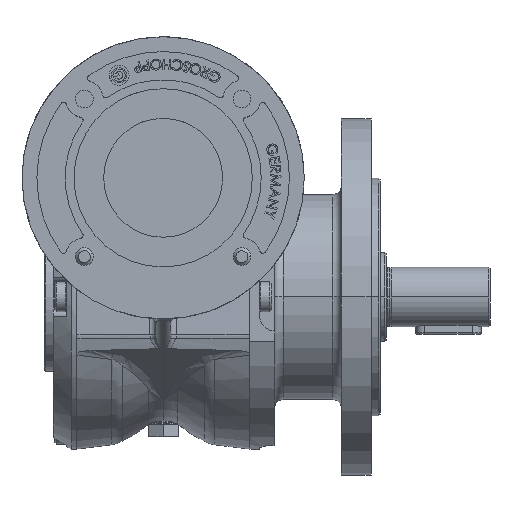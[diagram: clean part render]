
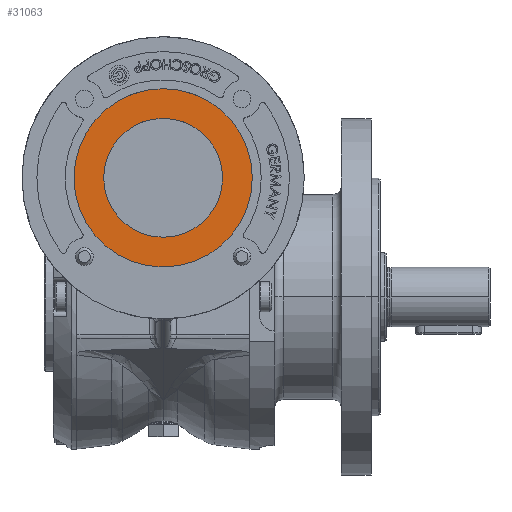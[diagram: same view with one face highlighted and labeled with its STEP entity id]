
A CAD part, top view. The second image highlights one B-rep face of the part: STEP entity #31063.
In plain terms, the highlighted planar face has unit normal (0, 0, 1).
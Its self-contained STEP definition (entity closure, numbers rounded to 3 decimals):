
#367 = FACE_BOUND ( 'NONE', #24558, .T. ) ;
#650 = AXIS2_PLACEMENT_3D ( 'NONE', #17611, #17434, #17278 ) ;
#1328 = CARTESIAN_POINT ( 'NONE',  ( 20., 40., 64.1 ) ) ;
#1707 = CIRCLE ( 'NONE', #4542, 30. ) ;
#1743 = EDGE_CURVE ( 'Defeature ausgef�hrt1_1054+Defeature ausgef�hrt1_1055+Defeature ausgef�hrt1_1055+Defeature ausgef�hrt1_1055', #33205, #35629, #7945, .T. ) ;
#2130 = ORIENTED_EDGE ( 'NONE', *, *, #1743, .F. ) ;
#2273 = ORIENTED_EDGE ( 'NONE', *, *, #30746, .T. ) ;
#2722 = ORIENTED_EDGE ( 'NONE', *, *, #10419, .T. ) ;
#3572 = VERTEX_POINT ( 'NONE', #24252 ) ;
#4542 = AXIS2_PLACEMENT_3D ( 'NONE', #39123, #16522, #42823 ) ;
#5446 = AXIS2_PLACEMENT_3D ( 'NONE', #15488, #41764, #19329 ) ;
#7654 = CARTESIAN_POINT ( 'NONE',  ( -20., 40., 64.1 ) ) ;
#7945 = CIRCLE ( 'NONE', #650, 20. ) ;
#10419 = EDGE_CURVE ( 'Defeature ausgef�hrt1_1055+Defeature ausgef�hrt1_1056+Defeature ausgef�hrt1_1056+Defeature ausgef�hrt1_1056', #40825, #3572, #36766, .T. ) ;
#11564 = CARTESIAN_POINT ( 'NONE',  ( 0., 40., 64.1 ) ) ;
#12620 = DIRECTION ( 'NONE',  ( 1., 0., 0. ) ) ;
#13890 = AXIS2_PLACEMENT_3D ( 'NONE', #45150, #37949, #15351 ) ;
#15351 = DIRECTION ( 'NONE',  ( 1., 0., 0. ) ) ;
#15488 = CARTESIAN_POINT ( 'NONE',  ( 0., 40., 64.1 ) ) ;
#15536 = CARTESIAN_POINT ( 'NONE',  ( -30., 40., 64.1 ) ) ;
#16522 = DIRECTION ( 'NONE',  ( 0., 0., 1. ) ) ;
#16686 = DIRECTION ( 'NONE',  ( 0., 0., 1. ) ) ;
#17053 = CIRCLE ( 'NONE', #5446, 20. ) ;
#17278 = DIRECTION ( 'NONE',  ( 1., 0., 0. ) ) ;
#17434 = DIRECTION ( 'NONE',  ( 0., 0., 1. ) ) ;
#17611 = CARTESIAN_POINT ( 'NONE',  ( 0., 40., 64.1 ) ) ;
#19329 = DIRECTION ( 'NONE',  ( 1., 0., 0. ) ) ;
#23150 = AXIS2_PLACEMENT_3D ( 'NONE', #11564, #16686, #12620 ) ;
#24252 = CARTESIAN_POINT ( 'NONE',  ( 30., 40., 64.1 ) ) ;
#24558 = EDGE_LOOP ( 'NONE', ( #31552, #2130 ) ) ;
#26771 = PLANE ( 'NONE',  #13890 ) ;
#30746 = EDGE_CURVE ( 'Defeature ausgef�hrt1_1055+Defeature ausgef�hrt1_1056+Defeature ausgef�hrt1_1056+Defeature ausgef�hrt1_1056', #3572, #40825, #1707, .T. ) ;
#31063 = ADVANCED_FACE ( 'Defeature ausgef�hrt1_1055', ( #367, #48677 ), #26771, .T. ) ;
#31552 = ORIENTED_EDGE ( 'NONE', *, *, #39667, .F. ) ;
#33205 = VERTEX_POINT ( 'NONE', #7654 ) ;
#35629 = VERTEX_POINT ( 'NONE', #1328 ) ;
#36766 = CIRCLE ( 'NONE', #23150, 30. ) ;
#37106 = EDGE_LOOP ( 'NONE', ( #2273, #2722 ) ) ;
#37949 = DIRECTION ( 'NONE',  ( 0., 0., 1. ) ) ;
#39123 = CARTESIAN_POINT ( 'NONE',  ( 0., 40., 64.1 ) ) ;
#39667 = EDGE_CURVE ( 'Defeature ausgef�hrt1_1054+Defeature ausgef�hrt1_1055+Defeature ausgef�hrt1_1055+Defeature ausgef�hrt1_1055', #35629, #33205, #17053, .T. ) ;
#40825 = VERTEX_POINT ( 'NONE', #15536 ) ;
#41764 = DIRECTION ( 'NONE',  ( 0., 0., 1. ) ) ;
#42823 = DIRECTION ( 'NONE',  ( 1., 0., 0. ) ) ;
#45150 = CARTESIAN_POINT ( 'NONE',  ( 0., 40., 64.1 ) ) ;
#48677 = FACE_OUTER_BOUND ( 'NONE', #37106, .T. ) ;
